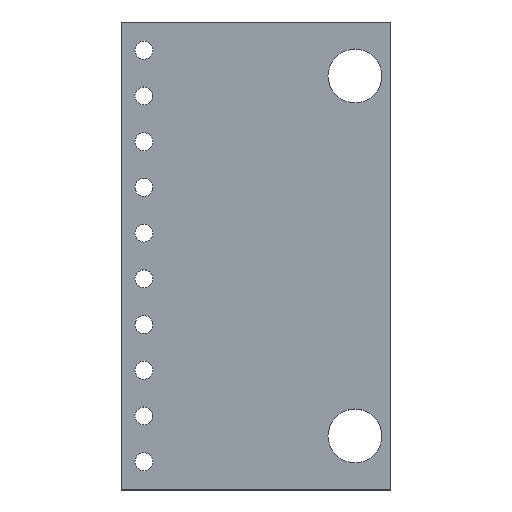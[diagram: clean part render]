
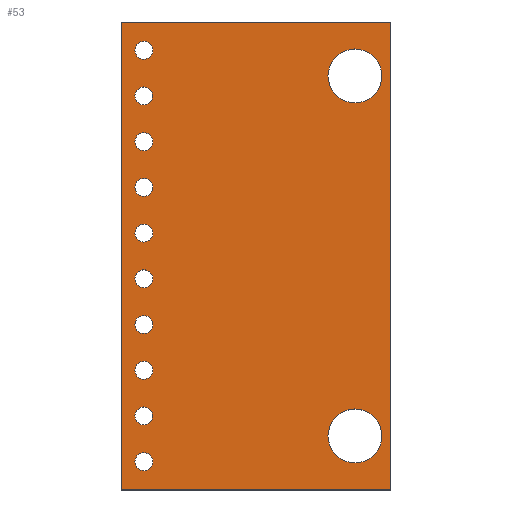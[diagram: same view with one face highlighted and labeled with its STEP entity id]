
A CAD part, top view. The second image highlights one B-rep face of the part: STEP entity #53.
In plain terms, the highlighted planar face has unit normal (0, 0, 1).
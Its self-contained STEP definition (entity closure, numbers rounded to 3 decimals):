
#53=ADVANCED_FACE('',(#119,#121,#123,#125,#127,#129,#131,#133,#135,#137,#139,#141,
#143),#145,.T.);
#119=FACE_BOUND('',#120,.T.);
#120=EDGE_LOOP('',(#317,#318,#319,#320));
#121=FACE_BOUND('',#122,.T.);
#122=EDGE_LOOP('',(#321));
#123=FACE_BOUND('',#124,.T.);
#124=EDGE_LOOP('',(#322));
#125=FACE_BOUND('',#126,.T.);
#126=EDGE_LOOP('',(#323));
#127=FACE_BOUND('',#128,.T.);
#128=EDGE_LOOP('',(#324));
#129=FACE_BOUND('',#130,.T.);
#130=EDGE_LOOP('',(#325));
#131=FACE_BOUND('',#132,.T.);
#132=EDGE_LOOP('',(#326));
#133=FACE_BOUND('',#134,.T.);
#134=EDGE_LOOP('',(#327));
#135=FACE_BOUND('',#136,.T.);
#136=EDGE_LOOP('',(#328));
#137=FACE_BOUND('',#138,.T.);
#138=EDGE_LOOP('',(#329));
#139=FACE_BOUND('',#140,.T.);
#140=EDGE_LOOP('',(#330));
#141=FACE_BOUND('',#142,.T.);
#142=EDGE_LOOP('',(#331));
#143=FACE_BOUND('',#144,.T.);
#144=EDGE_LOOP('',(#332));
#145=PLANE('',#146);
#146=AXIS2_PLACEMENT_3D('',#147,#148,#149);
#147=CARTESIAN_POINT('',(0.,0.,1.6));
#148=DIRECTION('',(0.,0.,1.));
#149=DIRECTION('',(-1.,0.,0.));
#317=ORIENTED_EDGE('',*,*,#389,.T.);
#318=ORIENTED_EDGE('',*,*,#390,.T.);
#319=ORIENTED_EDGE('',*,*,#391,.T.);
#320=ORIENTED_EDGE('',*,*,#392,.T.);
#321=ORIENTED_EDGE('',*,*,#393,.T.);
#322=ORIENTED_EDGE('',*,*,#394,.T.);
#323=ORIENTED_EDGE('',*,*,#395,.T.);
#324=ORIENTED_EDGE('',*,*,#396,.T.);
#325=ORIENTED_EDGE('',*,*,#397,.T.);
#326=ORIENTED_EDGE('',*,*,#398,.T.);
#327=ORIENTED_EDGE('',*,*,#399,.T.);
#328=ORIENTED_EDGE('',*,*,#400,.T.);
#329=ORIENTED_EDGE('',*,*,#401,.T.);
#330=ORIENTED_EDGE('',*,*,#402,.T.);
#331=ORIENTED_EDGE('',*,*,#403,.T.);
#332=ORIENTED_EDGE('',*,*,#404,.T.);
#389=EDGE_CURVE('',#425,#426,#427,.T.);
#390=EDGE_CURVE('',#426,#428,#429,.T.);
#391=EDGE_CURVE('',#428,#430,#431,.T.);
#392=EDGE_CURVE('',#430,#425,#432,.T.);
#393=EDGE_CURVE('',#433,#433,#434,.F.);
#394=EDGE_CURVE('',#435,#435,#436,.F.);
#395=EDGE_CURVE('',#437,#437,#438,.F.);
#396=EDGE_CURVE('',#439,#439,#440,.F.);
#397=EDGE_CURVE('',#441,#441,#442,.F.);
#398=EDGE_CURVE('',#443,#443,#444,.F.);
#399=EDGE_CURVE('',#445,#445,#446,.F.);
#400=EDGE_CURVE('',#447,#447,#448,.F.);
#401=EDGE_CURVE('',#449,#449,#450,.F.);
#402=EDGE_CURVE('',#451,#451,#452,.F.);
#403=EDGE_CURVE('',#453,#453,#454,.F.);
#404=EDGE_CURVE('',#455,#455,#456,.F.);
#425=VERTEX_POINT('',#493);
#426=VERTEX_POINT('',#494);
#427=LINE('',#495,#496);
#428=VERTEX_POINT('',#498);
#429=LINE('',#499,#500);
#430=VERTEX_POINT('',#502);
#431=LINE('',#503,#504);
#432=LINE('',#506,#507);
#433=VERTEX_POINT('',#509);
#434=CIRCLE('',#510,0.5);
#435=VERTEX_POINT('',#514);
#436=CIRCLE('',#515,0.5);
#437=VERTEX_POINT('',#519);
#438=CIRCLE('',#520,0.5);
#439=VERTEX_POINT('',#524);
#440=CIRCLE('',#525,0.5);
#441=VERTEX_POINT('',#529);
#442=CIRCLE('',#530,0.5);
#443=VERTEX_POINT('',#534);
#444=CIRCLE('',#535,0.5);
#445=VERTEX_POINT('',#539);
#446=CIRCLE('',#540,0.5);
#447=VERTEX_POINT('',#544);
#448=CIRCLE('',#545,0.5);
#449=VERTEX_POINT('',#549);
#450=CIRCLE('',#550,0.5);
#451=VERTEX_POINT('',#554);
#452=CIRCLE('',#555,0.5);
#453=VERTEX_POINT('',#559);
#454=CIRCLE('',#560,1.5);
#455=VERTEX_POINT('',#564);
#456=CIRCLE('',#565,1.5);
#493=CARTESIAN_POINT('',(-7.5,13.,1.6));
#494=CARTESIAN_POINT('',(-7.5,-13.,1.6));
#495=CARTESIAN_POINT('',(-7.5,13.,1.6));
#496=VECTOR('',#497,1.);
#497=DIRECTION('',(0.,-1.,0.));
#498=CARTESIAN_POINT('',(7.5,-13.,1.6));
#499=CARTESIAN_POINT('',(-7.5,-13.,1.6));
#500=VECTOR('',#501,1.);
#501=DIRECTION('',(1.,0.,0.));
#502=CARTESIAN_POINT('',(7.5,13.,1.6));
#503=CARTESIAN_POINT('',(7.5,-13.,1.6));
#504=VECTOR('',#505,1.);
#505=DIRECTION('',(0.,1.,0.));
#506=CARTESIAN_POINT('',(7.5,13.,1.6));
#507=VECTOR('',#508,1.);
#508=DIRECTION('',(-1.,0.,0.));
#509=CARTESIAN_POINT('',(-6.73,-11.43,1.6));
#510=AXIS2_PLACEMENT_3D('',#511,#512,#513);
#511=CARTESIAN_POINT('',(-6.23,-11.43,1.6));
#512=DIRECTION('',(0.,0.,1.));
#513=DIRECTION('',(-1.,0.,0.));
#514=CARTESIAN_POINT('',(-6.73,-8.89,1.6));
#515=AXIS2_PLACEMENT_3D('',#516,#517,#518);
#516=CARTESIAN_POINT('',(-6.23,-8.89,1.6));
#517=DIRECTION('',(0.,0.,1.));
#518=DIRECTION('',(-1.,0.,0.));
#519=CARTESIAN_POINT('',(-6.73,-6.35,1.6));
#520=AXIS2_PLACEMENT_3D('',#521,#522,#523);
#521=CARTESIAN_POINT('',(-6.23,-6.35,1.6));
#522=DIRECTION('',(0.,0.,1.));
#523=DIRECTION('',(-1.,0.,0.));
#524=CARTESIAN_POINT('',(-6.73,-3.81,1.6));
#525=AXIS2_PLACEMENT_3D('',#526,#527,#528);
#526=CARTESIAN_POINT('',(-6.23,-3.81,1.6));
#527=DIRECTION('',(0.,0.,1.));
#528=DIRECTION('',(-1.,0.,0.));
#529=CARTESIAN_POINT('',(-6.73,-1.27,1.6));
#530=AXIS2_PLACEMENT_3D('',#531,#532,#533);
#531=CARTESIAN_POINT('',(-6.23,-1.27,1.6));
#532=DIRECTION('',(0.,0.,1.));
#533=DIRECTION('',(-1.,0.,0.));
#534=CARTESIAN_POINT('',(-6.73,1.27,1.6));
#535=AXIS2_PLACEMENT_3D('',#536,#537,#538);
#536=CARTESIAN_POINT('',(-6.23,1.27,1.6));
#537=DIRECTION('',(0.,0.,1.));
#538=DIRECTION('',(-1.,0.,0.));
#539=CARTESIAN_POINT('',(-6.73,3.81,1.6));
#540=AXIS2_PLACEMENT_3D('',#541,#542,#543);
#541=CARTESIAN_POINT('',(-6.23,3.81,1.6));
#542=DIRECTION('',(0.,0.,1.));
#543=DIRECTION('',(-1.,0.,0.));
#544=CARTESIAN_POINT('',(-6.73,6.35,1.6));
#545=AXIS2_PLACEMENT_3D('',#546,#547,#548);
#546=CARTESIAN_POINT('',(-6.23,6.35,1.6));
#547=DIRECTION('',(0.,0.,1.));
#548=DIRECTION('',(-1.,0.,0.));
#549=CARTESIAN_POINT('',(-6.73,8.89,1.6));
#550=AXIS2_PLACEMENT_3D('',#551,#552,#553);
#551=CARTESIAN_POINT('',(-6.23,8.89,1.6));
#552=DIRECTION('',(0.,0.,1.));
#553=DIRECTION('',(-1.,0.,0.));
#554=CARTESIAN_POINT('',(-6.73,11.43,1.6));
#555=AXIS2_PLACEMENT_3D('',#556,#557,#558);
#556=CARTESIAN_POINT('',(-6.23,11.43,1.6));
#557=DIRECTION('',(0.,0.,1.));
#558=DIRECTION('',(-1.,0.,0.));
#559=CARTESIAN_POINT('',(4.,10.,1.6));
#560=AXIS2_PLACEMENT_3D('',#561,#562,#563);
#561=CARTESIAN_POINT('',(5.5,10.,1.6));
#562=DIRECTION('',(0.,0.,1.));
#563=DIRECTION('',(-1.,0.,0.));
#564=CARTESIAN_POINT('',(4.,-10.,1.6));
#565=AXIS2_PLACEMENT_3D('',#566,#567,#568);
#566=CARTESIAN_POINT('',(5.5,-10.,1.6));
#567=DIRECTION('',(0.,0.,1.));
#568=DIRECTION('',(-1.,0.,0.));
